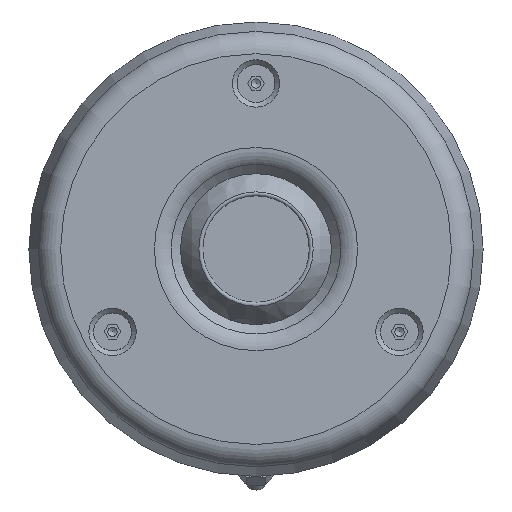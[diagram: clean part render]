
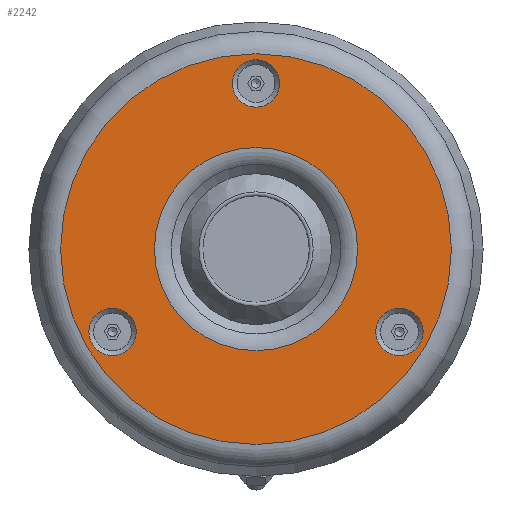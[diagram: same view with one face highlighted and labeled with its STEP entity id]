
A CAD part, top view. The second image highlights one B-rep face of the part: STEP entity #2242.
In plain terms, the highlighted planar face has unit normal (0, 0, 1).
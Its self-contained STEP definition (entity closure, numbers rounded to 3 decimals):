
#120 = CARTESIAN_POINT ( 'NONE',  ( -0.015, 31.811, 14. ) ) ;
#226 = FACE_BOUND ( 'NONE', #6384, .T. ) ;
#529 = EDGE_LOOP ( 'NONE', ( #3335 ) ) ;
#654 = VERTEX_POINT ( 'NONE', #4320 ) ;
#737 = DIRECTION ( 'NONE',  ( 1., 0., 0. ) ) ;
#758 = CIRCLE ( 'NONE', #1180, 21.464 ) ;
#789 = EDGE_CURVE ( 'NONE', #3815, #3815, #4643, .T. ) ;
#932 = DIRECTION ( 'NONE',  ( 0., 0., 1. ) ) ;
#1010 = VERTEX_POINT ( 'NONE', #3226 ) ;
#1034 = DIRECTION ( 'NONE',  ( 1., 0., 0. ) ) ;
#1180 = AXIS2_PLACEMENT_3D ( 'NONE', #5274, #4795, #1034 ) ;
#1282 = CARTESIAN_POINT ( 'NONE',  ( 30.296, -7.153, 14. ) ) ;
#1288 = CARTESIAN_POINT ( 'NONE',  ( -0.015, 45.347, 14. ) ) ;
#1308 = EDGE_CURVE ( 'NONE', #1757, #1757, #4401, .T. ) ;
#1413 = CARTESIAN_POINT ( 'NONE',  ( -0.015, 10.347, 14. ) ) ;
#1545 = AXIS2_PLACEMENT_3D ( 'NONE', #1288, #932, #5617 ) ;
#1695 = FACE_BOUND ( 'NONE', #4425, .T. ) ;
#1727 = FACE_BOUND ( 'NONE', #529, .T. ) ;
#1757 = VERTEX_POINT ( 'NONE', #4330 ) ;
#1801 = AXIS2_PLACEMENT_3D ( 'NONE', #6346, #3766, #5847 ) ;
#1806 = DIRECTION ( 'NONE',  ( -1., 0., 0. ) ) ;
#2015 = ORIENTED_EDGE ( 'NONE', *, *, #789, .T. ) ;
#2049 = EDGE_LOOP ( 'NONE', ( #5242 ) ) ;
#2242 = ADVANCED_FACE ( 'NONE', ( #226, #1727, #4374, #1695, #6376 ), #2317, .F. ) ;
#2317 = PLANE ( 'NONE',  #3279 ) ;
#2479 = DIRECTION ( 'NONE',  ( 0., 0., 1. ) ) ;
#2668 = ORIENTED_EDGE ( 'NONE', *, *, #4435, .F. ) ;
#3226 = CARTESIAN_POINT ( 'NONE',  ( -32.825, -2.823, 14. ) ) ;
#3232 = EDGE_CURVE ( 'NONE', #1010, #1010, #3380, .T. ) ;
#3264 = EDGE_CURVE ( 'NONE', #6192, #6192, #4910, .T. ) ;
#3279 = AXIS2_PLACEMENT_3D ( 'NONE', #120, #4418, #1806 ) ;
#3335 = ORIENTED_EDGE ( 'NONE', *, *, #3232, .F. ) ;
#3380 = CIRCLE ( 'NONE', #1801, 5. ) ;
#3415 = DIRECTION ( 'NONE',  ( -0.5, -0.866, 0. ) ) ;
#3528 = AXIS2_PLACEMENT_3D ( 'NONE', #1413, #2479, #737 ) ;
#3766 = DIRECTION ( 'NONE',  ( 0., 0., 1. ) ) ;
#3815 = VERTEX_POINT ( 'NONE', #4918 ) ;
#4125 = CARTESIAN_POINT ( 'NONE',  ( 27.796, -11.483, 14. ) ) ;
#4320 = CARTESIAN_POINT ( 'NONE',  ( 21.449, 10.347, 14. ) ) ;
#4330 = CARTESIAN_POINT ( 'NONE',  ( 4.985, 45.347, 14. ) ) ;
#4343 = DIRECTION ( 'NONE',  ( 0., 0., 1. ) ) ;
#4374 = FACE_BOUND ( 'NONE', #2049, .T. ) ;
#4401 = CIRCLE ( 'NONE', #1545, 5. ) ;
#4418 = DIRECTION ( 'NONE',  ( 0., 0., -1. ) ) ;
#4425 = EDGE_LOOP ( 'NONE', ( #2668 ) ) ;
#4435 = EDGE_CURVE ( 'NONE', #654, #654, #758, .T. ) ;
#4643 = CIRCLE ( 'NONE', #3528, 41.285 ) ;
#4795 = DIRECTION ( 'NONE',  ( 0., 0., 1. ) ) ;
#4910 = CIRCLE ( 'NONE', #6635, 5. ) ;
#4918 = CARTESIAN_POINT ( 'NONE',  ( 41.271, 10.347, 14. ) ) ;
#5242 = ORIENTED_EDGE ( 'NONE', *, *, #1308, .F. ) ;
#5274 = CARTESIAN_POINT ( 'NONE',  ( -0.015, 10.347, 14. ) ) ;
#5617 = DIRECTION ( 'NONE',  ( 1., 0., 0. ) ) ;
#5618 = EDGE_LOOP ( 'NONE', ( #2015 ) ) ;
#5709 = ORIENTED_EDGE ( 'NONE', *, *, #3264, .F. ) ;
#5847 = DIRECTION ( 'NONE',  ( -0.5, 0.866, 0. ) ) ;
#6192 = VERTEX_POINT ( 'NONE', #4125 ) ;
#6346 = CARTESIAN_POINT ( 'NONE',  ( -30.325, -7.153, 14. ) ) ;
#6376 = FACE_OUTER_BOUND ( 'NONE', #5618, .T. ) ;
#6384 = EDGE_LOOP ( 'NONE', ( #5709 ) ) ;
#6635 = AXIS2_PLACEMENT_3D ( 'NONE', #1282, #4343, #3415 ) ;
